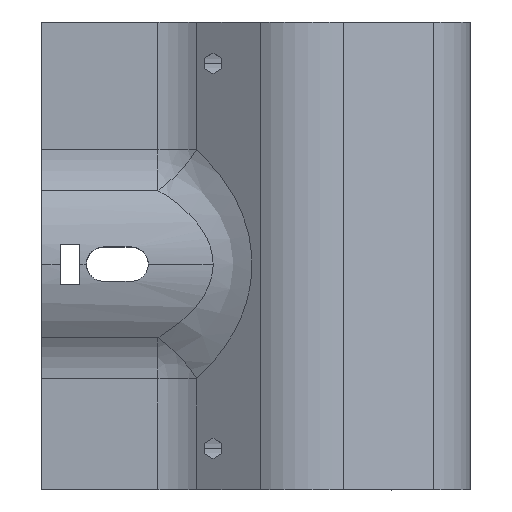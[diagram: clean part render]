
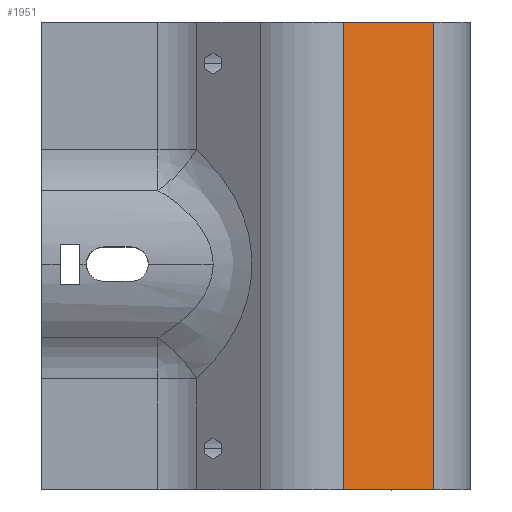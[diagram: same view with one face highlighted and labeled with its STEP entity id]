
A CAD part, top view. The second image highlights one B-rep face of the part: STEP entity #1951.
In plain terms, the highlighted planar face has unit normal (0.532, 0, 0.846).
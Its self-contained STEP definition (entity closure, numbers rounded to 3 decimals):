
#17 = DIRECTION ( 'NONE',  ( 0.846, 0., -0.533 ) ) ;
#134 = EDGE_CURVE ( 'NONE', #3400, #4292, #136, .T. ) ;
#136 = LINE ( 'NONE', #1719, #4109 ) ;
#374 = LINE ( 'NONE', #3463, #4731 ) ;
#436 = LINE ( 'NONE', #1278, #907 ) ;
#490 = CARTESIAN_POINT ( 'NONE',  ( 150.358, 68., 24.811 ) ) ;
#491 = CARTESIAN_POINT ( 'NONE',  ( 163.472, 68., 16.56 ) ) ;
#560 = EDGE_CURVE ( 'NONE', #3287, #3400, #374, .T. ) ;
#639 = AXIS2_PLACEMENT_3D ( 'NONE', #4643, #2793, #17 ) ;
#650 = ORIENTED_EDGE ( 'NONE', *, *, #2742, .T. ) ;
#907 = VECTOR ( 'NONE', #4675, 1000. ) ;
#1271 = PLANE ( 'NONE',  #639 ) ;
#1278 = CARTESIAN_POINT ( 'NONE',  ( 150.358, 68., 24.811 ) ) ;
#1381 = LINE ( 'NONE', #491, #2737 ) ;
#1719 = CARTESIAN_POINT ( 'NONE',  ( 163.472, 0., 16.56 ) ) ;
#1951 = ADVANCED_FACE ( 'NONE', ( #4307 ), #1271, .F. ) ;
#2684 = DIRECTION ( 'NONE',  ( 0., -1., 0. ) ) ;
#2707 = VERTEX_POINT ( 'NONE', #490 ) ;
#2737 = VECTOR ( 'NONE', #4730, 1000. ) ;
#2742 = EDGE_CURVE ( 'NONE', #2707, #4292, #436, .T. ) ;
#2793 = DIRECTION ( 'NONE',  ( -0.533, 0., -0.846 ) ) ;
#3271 = ORIENTED_EDGE ( 'NONE', *, *, #560, .F. ) ;
#3287 = VERTEX_POINT ( 'NONE', #4336 ) ;
#3400 = VERTEX_POINT ( 'NONE', #3622 ) ;
#3463 = CARTESIAN_POINT ( 'NONE',  ( 163.472, 68., 16.56 ) ) ;
#3598 = ORIENTED_EDGE ( 'NONE', *, *, #134, .F. ) ;
#3622 = CARTESIAN_POINT ( 'NONE',  ( 163.472, 0., 16.56 ) ) ;
#4056 = DIRECTION ( 'NONE',  ( -0.846, 0., 0.533 ) ) ;
#4109 = VECTOR ( 'NONE', #4056, 1000. ) ;
#4292 = VERTEX_POINT ( 'NONE', #4607 ) ;
#4307 = FACE_OUTER_BOUND ( 'NONE', #4777, .T. ) ;
#4336 = CARTESIAN_POINT ( 'NONE',  ( 163.472, 68., 16.56 ) ) ;
#4445 = EDGE_CURVE ( 'NONE', #3287, #2707, #1381, .T. ) ;
#4453 = ORIENTED_EDGE ( 'NONE', *, *, #4445, .T. ) ;
#4607 = CARTESIAN_POINT ( 'NONE',  ( 150.358, 0., 24.811 ) ) ;
#4643 = CARTESIAN_POINT ( 'NONE',  ( 163.472, 68., 16.56 ) ) ;
#4675 = DIRECTION ( 'NONE',  ( 0., -1., 0. ) ) ;
#4730 = DIRECTION ( 'NONE',  ( -0.846, 0., 0.533 ) ) ;
#4731 = VECTOR ( 'NONE', #2684, 1000. ) ;
#4777 = EDGE_LOOP ( 'NONE', ( #3598, #3271, #4453, #650 ) ) ;
